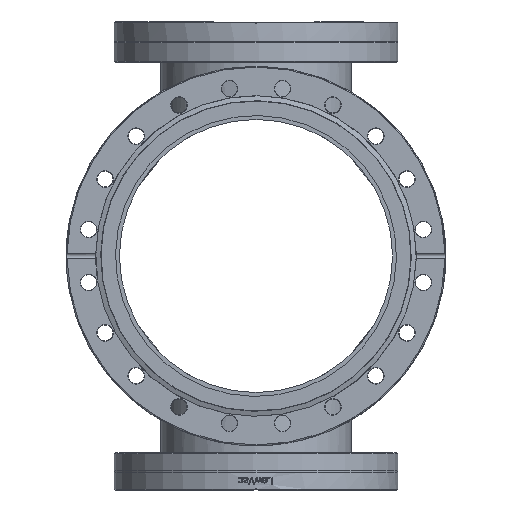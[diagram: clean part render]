
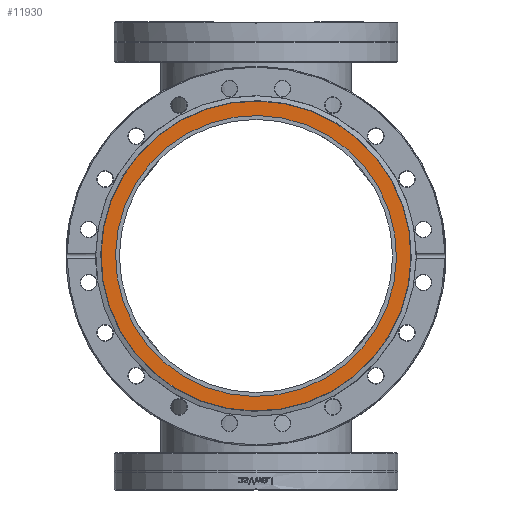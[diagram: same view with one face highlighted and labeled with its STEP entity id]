
A CAD part, front view. The second image highlights one B-rep face of the part: STEP entity #11930.
In plain terms, the highlighted face is planar.
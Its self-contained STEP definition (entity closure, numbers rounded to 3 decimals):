
#1081=FACE_BOUND('',#2270,.T.);
#1265=PLANE('',#12891);
#1544=FACE_OUTER_BOUND('',#2269,.T.);
#2269=EDGE_LOOP('',(#8815,#8816));
#2270=EDGE_LOOP('',(#8817,#8818));
#4402=CIRCLE('',#12889,82.864);
#4403=CIRCLE('',#12890,82.864);
#4404=CIRCLE('',#12892,75.1);
#4405=CIRCLE('',#12893,75.1);
#5147=VERTEX_POINT('',#30514);
#5148=VERTEX_POINT('',#30516);
#5149=VERTEX_POINT('',#30520);
#5150=VERTEX_POINT('',#30521);
#6521=EDGE_CURVE('',#5148,#5147,#4402,.T.);
#6522=EDGE_CURVE('',#5147,#5148,#4403,.T.);
#6523=EDGE_CURVE('',#5149,#5150,#4404,.T.);
#6524=EDGE_CURVE('',#5150,#5149,#4405,.T.);
#8815=ORIENTED_EDGE('',*,*,#6521,.T.);
#8816=ORIENTED_EDGE('',*,*,#6522,.T.);
#8817=ORIENTED_EDGE('',*,*,#6523,.F.);
#8818=ORIENTED_EDGE('',*,*,#6524,.F.);
#11930=ADVANCED_FACE('',(#1544,#1081),#1265,.T.);
#12889=AXIS2_PLACEMENT_3D('',#30517,#14390,#14391);
#12890=AXIS2_PLACEMENT_3D('',#30518,#14392,#14393);
#12891=AXIS2_PLACEMENT_3D('',#30519,#14394,#14395);
#12892=AXIS2_PLACEMENT_3D('',#30522,#14396,#14397);
#12893=AXIS2_PLACEMENT_3D('',#30523,#14398,#14399);
#14390=DIRECTION('center_axis',(0.,1.,0.));
#14391=DIRECTION('ref_axis',(1.,0.,0.));
#14392=DIRECTION('center_axis',(0.,1.,0.));
#14393=DIRECTION('ref_axis',(1.,0.,0.));
#14394=DIRECTION('center_axis',(0.,1.,0.));
#14395=DIRECTION('ref_axis',(0.,0.,1.));
#14396=DIRECTION('center_axis',(0.,1.,0.));
#14397=DIRECTION('ref_axis',(1.,0.,0.));
#14398=DIRECTION('center_axis',(0.,1.,0.));
#14399=DIRECTION('ref_axis',(1.,0.,0.));
#30514=CARTESIAN_POINT('',(82.864,21.23,0.));
#30516=CARTESIAN_POINT('',(-82.864,21.23,0.));
#30517=CARTESIAN_POINT('Origin',(0.,21.23,0.));
#30518=CARTESIAN_POINT('Origin',(0.,21.23,0.));
#30519=CARTESIAN_POINT('Origin',(-75.1,21.23,0.));
#30520=CARTESIAN_POINT('',(-75.1,21.23,0.));
#30521=CARTESIAN_POINT('',(75.1,21.23,0.));
#30522=CARTESIAN_POINT('Origin',(0.,21.23,0.));
#30523=CARTESIAN_POINT('Origin',(0.,21.23,0.));
